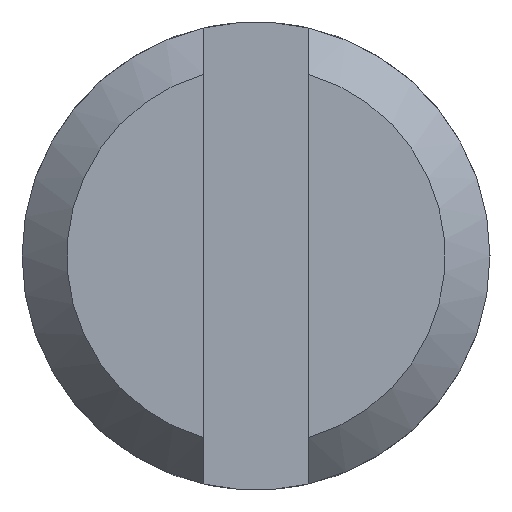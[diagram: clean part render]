
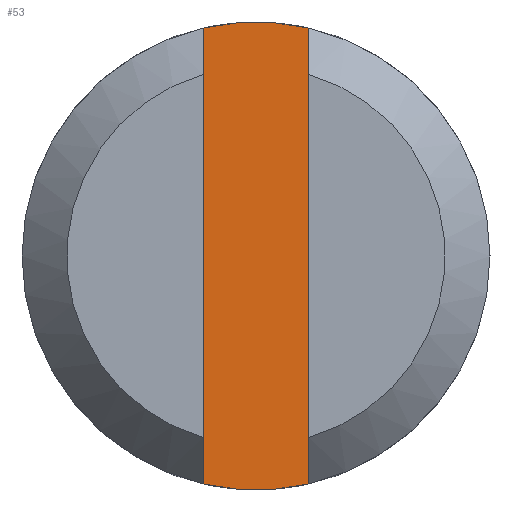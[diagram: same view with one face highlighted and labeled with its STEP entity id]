
A CAD part, left-side view. The second image highlights one B-rep face of the part: STEP entity #53.
In plain terms, the highlighted planar face has unit normal (-1, 0, 0).
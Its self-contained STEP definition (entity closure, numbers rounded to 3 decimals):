
#53 = ADVANCED_FACE( '', ( #108 ), #109, .T. );
#108 = FACE_OUTER_BOUND( '', #160, .T. );
#109 = PLANE( '', #161 );
#160 = EDGE_LOOP( '', ( #241, #242, #243, #244 ) );
#161 = AXIS2_PLACEMENT_3D( '', #245, #246, #247 );
#241 = ORIENTED_EDGE( '', *, *, #280, .T. );
#242 = ORIENTED_EDGE( '', *, *, #308, .T. );
#243 = ORIENTED_EDGE( '', *, *, #284, .T. );
#244 = ORIENTED_EDGE( '', *, *, #303, .T. );
#245 = CARTESIAN_POINT( '', ( 3., 0., 0. ) );
#246 = DIRECTION( '', ( -1., 0., 0. ) );
#247 = DIRECTION( '', ( 0., 0., 1. ) );
#280 = EDGE_CURVE( '', #321, #319, #322, .T. );
#284 = EDGE_CURVE( '', #329, #327, #330, .T. );
#303 = EDGE_CURVE( '', #327, #321, #356, .T. );
#308 = EDGE_CURVE( '', #319, #329, #361, .T. );
#319 = VERTEX_POINT( '', #372 );
#321 = VERTEX_POINT( '', #375 );
#322 = CIRCLE( '', #376, 4. );
#327 = VERTEX_POINT( '', #382 );
#329 = VERTEX_POINT( '', #385 );
#330 = CIRCLE( '', #386, 4. );
#356 = LINE( '', #421, #422 );
#361 = LINE( '', #433, #434 );
#372 = CARTESIAN_POINT( '', ( 3., -0.9, -3.897 ) );
#375 = CARTESIAN_POINT( '', ( 3., 0.9, -3.897 ) );
#376 = AXIS2_PLACEMENT_3D( '', #446, #447, #448 );
#382 = CARTESIAN_POINT( '', ( 3., 0.9, 3.897 ) );
#385 = CARTESIAN_POINT( '', ( 3., -0.9, 3.897 ) );
#386 = AXIS2_PLACEMENT_3D( '', #454, #455, #456 );
#421 = CARTESIAN_POINT( '', ( 3., 0.9, 10.5 ) );
#422 = VECTOR( '', #478, 1000. );
#433 = CARTESIAN_POINT( '', ( 3., -0.9, -10.5 ) );
#434 = VECTOR( '', #479, 1000. );
#446 = CARTESIAN_POINT( '', ( 3., 0., 0. ) );
#447 = DIRECTION( '', ( -1., 0., 0. ) );
#448 = DIRECTION( '', ( 0., 0., 1. ) );
#454 = CARTESIAN_POINT( '', ( 3., 0., 0. ) );
#455 = DIRECTION( '', ( -1., 0., 0. ) );
#456 = DIRECTION( '', ( 0., 0., 1. ) );
#478 = DIRECTION( '', ( 0., 0., -1. ) );
#479 = DIRECTION( '', ( 0., 0., 1. ) );
